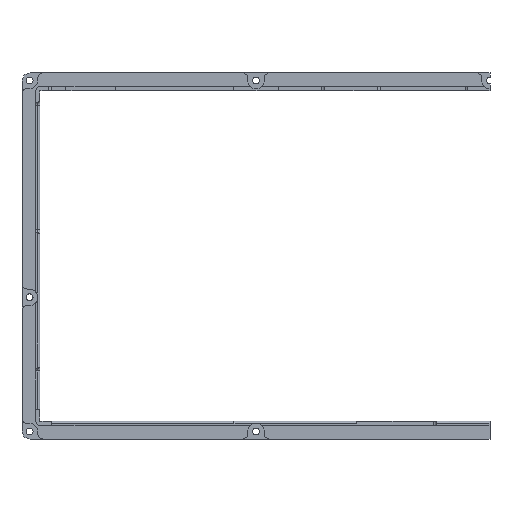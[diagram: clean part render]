
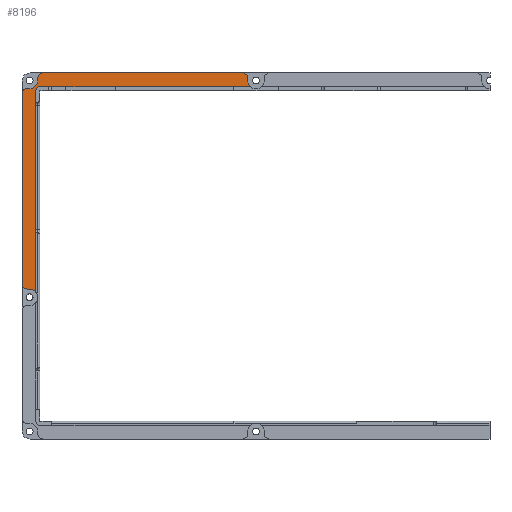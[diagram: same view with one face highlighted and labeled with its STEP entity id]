
A CAD part, top view. The second image highlights one B-rep face of the part: STEP entity #8196.
In plain terms, the highlighted planar face has unit normal (0, 0, 1).
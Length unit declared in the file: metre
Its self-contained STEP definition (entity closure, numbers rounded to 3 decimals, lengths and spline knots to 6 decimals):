
#108=PLANE('',#9033);
#293=LINE('',#12816,#923);
#311=LINE('',#12873,#941);
#326=LINE('',#12922,#956);
#328=LINE('',#12926,#958);
#632=LINE('',#13962,#1262);
#633=LINE('',#13965,#1263);
#923=VECTOR('',#10047,1.);
#941=VECTOR('',#10087,1.);
#956=VECTOR('',#10126,1.);
#958=VECTOR('',#10130,1.);
#1262=VECTOR('',#11216,1.);
#1263=VECTOR('',#11219,1.);
#3006=ORIENTED_EDGE('',*,*,#4968,.T.);
#3007=ORIENTED_EDGE('',*,*,#4969,.T.);
#3008=ORIENTED_EDGE('',*,*,#4462,.T.);
#3009=ORIENTED_EDGE('',*,*,#4674,.T.);
#3010=ORIENTED_EDGE('',*,*,#4970,.F.);
#3011=ORIENTED_EDGE('',*,*,#4663,.T.);
#3012=ORIENTED_EDGE('',*,*,#4458,.F.);
#3013=ORIENTED_EDGE('',*,*,#4602,.F.);
#3014=ORIENTED_EDGE('',*,*,#4456,.T.);
#3015=ORIENTED_EDGE('',*,*,#4453,.F.);
#3016=ORIENTED_EDGE('',*,*,#4431,.T.);
#3017=ORIENTED_EDGE('',*,*,#4882,.T.);
#3018=ORIENTED_EDGE('',*,*,#4403,.T.);
#3019=ORIENTED_EDGE('',*,*,#4966,.T.);
#4403=EDGE_CURVE('',#5554,#5553,#293,.T.);
#4431=EDGE_CURVE('',#5582,#5581,#311,.T.);
#4453=EDGE_CURVE('',#5582,#5603,#6278,.T.);
#4456=EDGE_CURVE('',#5604,#5603,#326,.T.);
#4458=EDGE_CURVE('',#5605,#5606,#328,.T.);
#4462=EDGE_CURVE('',#5609,#5610,#6279,.T.);
#4602=EDGE_CURVE('',#5604,#5605,#6319,.T.);
#4663=EDGE_CURVE('',#5734,#5606,#6342,.T.);
#4674=EDGE_CURVE('',#5610,#5741,#6349,.T.);
#4882=EDGE_CURVE('',#5581,#5554,#6461,.T.);
#4966=EDGE_CURVE('',#5553,#5914,#6477,.T.);
#4968=EDGE_CURVE('',#5914,#5915,#632,.T.);
#4969=EDGE_CURVE('',#5915,#5609,#6478,.T.);
#4970=EDGE_CURVE('',#5734,#5741,#633,.T.);
#5553=VERTEX_POINT('',#12815);
#5554=VERTEX_POINT('',#12817);
#5581=VERTEX_POINT('',#12872);
#5582=VERTEX_POINT('',#12874);
#5603=VERTEX_POINT('',#12918);
#5604=VERTEX_POINT('',#12923);
#5605=VERTEX_POINT('',#12927);
#5606=VERTEX_POINT('',#12928);
#5609=VERTEX_POINT('',#12936);
#5610=VERTEX_POINT('',#12937);
#5734=VERTEX_POINT('',#13354);
#5741=VERTEX_POINT('',#13376);
#5914=VERTEX_POINT('',#13959);
#5915=VERTEX_POINT('',#13963);
#6278=CIRCLE('',#8640,0.0015);
#6279=CIRCLE('',#8644,0.003);
#6319=CIRCLE('',#8741,0.003);
#6342=CIRCLE('',#8783,0.002);
#6349=CIRCLE('',#8794,0.002);
#6461=CIRCLE('',#8991,0.003);
#6477=CIRCLE('',#9032,0.002);
#6478=CIRCLE('',#9034,0.002);
#7025=EDGE_LOOP('',(#3006,#3007,#3008,#3009,#3010,#3011,#3012,#3013,#3014,
#3015,#3016,#3017,#3018,#3019));
#7553=FACE_BOUND('',#7025,.T.);
#8196=ADVANCED_FACE('',(#7553),#108,.T.);
#8640=AXIS2_PLACEMENT_3D('',#12917,#10120,#10121);
#8644=AXIS2_PLACEMENT_3D('',#12935,#10136,#10137);
#8741=AXIS2_PLACEMENT_3D('',#13231,#10425,#10426);
#8783=AXIS2_PLACEMENT_3D('',#13353,#10547,#10548);
#8794=AXIS2_PLACEMENT_3D('',#13375,#10573,#10574);
#8991=AXIS2_PLACEMENT_3D('',#13803,#11061,#11062);
#9032=AXIS2_PLACEMENT_3D('',#13958,#11211,#11212);
#9033=AXIS2_PLACEMENT_3D('',#13961,#11214,#11215);
#9034=AXIS2_PLACEMENT_3D('',#13964,#11217,#11218);
#10047=DIRECTION('',(0.,1.,0.));
#10087=DIRECTION('',(1.,0.,0.));
#10120=DIRECTION('',(0.,0.,1.));
#10121=DIRECTION('',(0.,-1.,0.));
#10126=DIRECTION('',(0.,1.,0.));
#10130=DIRECTION('',(-1.,0.,0.));
#10136=DIRECTION('',(0.,0.,-1.));
#10137=DIRECTION('',(0.,-1.,0.));
#10425=DIRECTION('',(0.,0.,1.));
#10426=DIRECTION('',(0.,-1.,0.));
#10547=DIRECTION('',(0.,0.,1.));
#10548=DIRECTION('',(0.,-1.,0.));
#10573=DIRECTION('',(0.,0.,1.));
#10574=DIRECTION('',(0.,-1.,0.));
#11061=DIRECTION('',(0.,0.,-1.));
#11062=DIRECTION('',(0.,-1.,0.));
#11211=DIRECTION('',(0.,0.,1.));
#11212=DIRECTION('',(0.,-1.,0.));
#11214=DIRECTION('',(0.,0.,1.));
#11215=DIRECTION('',(1.,0.,0.));
#11216=DIRECTION('',(-1.,0.,0.));
#11217=DIRECTION('',(0.,0.,1.));
#11218=DIRECTION('',(0.,-1.,0.));
#11219=DIRECTION('',(0.,1.,0.));
#12815=CARTESIAN_POINT('',(0.1055,-0.018968,0.003638));
#12816=CARTESIAN_POINT('',(0.1055,-0.018343,0.003638));
#12817=CARTESIAN_POINT('',(0.1055,-0.019718,0.003638));
#12872=CARTESIAN_POINT('',(0.106516,-0.021968,0.003638));
#12873=CARTESIAN_POINT('',(0.080533,-0.021968,0.003638));
#12874=CARTESIAN_POINT('',(0.03,-0.021967,0.003638));
#12917=CARTESIAN_POINT('',(0.03,-0.023468,0.003638));
#12918=CARTESIAN_POINT('',(0.0285,-0.023468,0.003638));
#12922=CARTESIAN_POINT('',(0.0285,-0.050729,0.003638));
#12923=CARTESIAN_POINT('',(0.0285,-0.096483,0.003638));
#12926=CARTESIAN_POINT('',(0.024875,-0.095468,0.003638));
#12927=CARTESIAN_POINT('',(0.02625,-0.095468,0.003638));
#12928=CARTESIAN_POINT('',(0.0255,-0.095468,0.003638));
#12935=CARTESIAN_POINT('',(0.02625,-0.019718,0.003638));
#12936=CARTESIAN_POINT('',(0.029216,-0.019268,0.003638));
#12937=CARTESIAN_POINT('',(0.0258,-0.022684,0.003638));
#13231=CARTESIAN_POINT('',(0.02625,-0.098468,0.003638));
#13353=CARTESIAN_POINT('',(0.0255,-0.093468,0.003638));
#13354=CARTESIAN_POINT('',(0.0235,-0.093468,0.003638));
#13375=CARTESIAN_POINT('',(0.0255,-0.024661,0.003638));
#13376=CARTESIAN_POINT('',(0.0235,-0.024661,0.003638));
#13803=CARTESIAN_POINT('',(0.1085,-0.019718,0.003638));
#13958=CARTESIAN_POINT('',(0.1035,-0.018968,0.003638));
#13959=CARTESIAN_POINT('',(0.1035,-0.016968,0.003638));
#13961=CARTESIAN_POINT('',(0.1935,-0.083468,0.003638));
#13962=CARTESIAN_POINT('',(0.2785,-0.016968,0.003638));
#13963=CARTESIAN_POINT('',(0.031193,-0.016968,0.003638));
#13964=CARTESIAN_POINT('',(0.031193,-0.018968,0.003638));
#13965=CARTESIAN_POINT('',(0.0235,-0.083468,0.003638));
